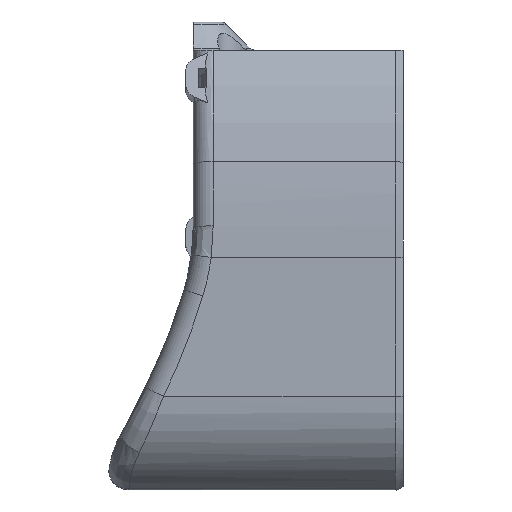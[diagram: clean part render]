
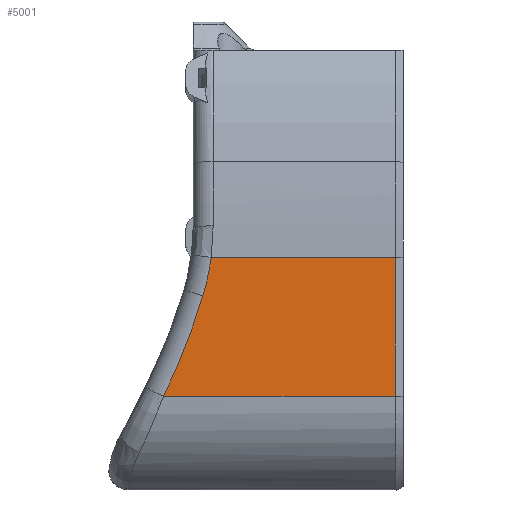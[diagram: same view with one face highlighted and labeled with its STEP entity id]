
A CAD part, left-side view. The second image highlights one B-rep face of the part: STEP entity #5001.
In plain terms, the highlighted planar face has unit normal (-1, 0, 0).
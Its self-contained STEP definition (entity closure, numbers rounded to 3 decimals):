
#87=PLANE('',#5402);
#394=FACE_OUTER_BOUND('',#700,.T.);
#700=EDGE_LOOP('',(#3727,#3728,#3729,#3730,#3731));
#1258=CIRCLE('',#5358,31.);
#1279=CIRCLE('',#5403,89.888);
#1476=LINE('',#7511,#1693);
#1547=LINE('',#9168,#1764);
#1562=LINE('',#9372,#1779);
#1693=VECTOR('',#5792,12.);
#1764=VECTOR('',#6129,10.);
#1779=VECTOR('',#6220,10.);
#1938=VERTEX_POINT('',#7506);
#1939=VERTEX_POINT('',#7510);
#2087=VERTEX_POINT('',#9129);
#2090=VERTEX_POINT('',#9139);
#2097=VERTEX_POINT('',#9166);
#2448=EDGE_CURVE('',#1939,#1938,#1476,.T.);
#2671=EDGE_CURVE('',#2087,#2090,#1258,.T.);
#2682=EDGE_CURVE('',#1938,#2097,#1547,.T.);
#2725=EDGE_CURVE('',#2090,#1939,#1279,.T.);
#2726=EDGE_CURVE('',#2097,#2087,#1562,.T.);
#3727=ORIENTED_EDGE('',*,*,#2725,.T.);
#3728=ORIENTED_EDGE('',*,*,#2448,.T.);
#3729=ORIENTED_EDGE('',*,*,#2682,.T.);
#3730=ORIENTED_EDGE('',*,*,#2726,.T.);
#3731=ORIENTED_EDGE('',*,*,#2671,.T.);
#5001=ADVANCED_FACE('',(#394),#87,.T.);
#5358=AXIS2_PLACEMENT_3D('',#9141,#6109,#6110);
#5402=AXIS2_PLACEMENT_3D('',#9370,#6216,#6217);
#5403=AXIS2_PLACEMENT_3D('',#9371,#6218,#6219);
#5792=DIRECTION('',(0.,-1.,0.));
#6109=DIRECTION('center_axis',(1.,0.,0.));
#6110=DIRECTION('ref_axis',(0.,-0.977,-0.213));
#6129=DIRECTION('',(0.,0.,1.));
#6216=DIRECTION('center_axis',(-1.,0.,0.));
#6217=DIRECTION('ref_axis',(0.,0.,
-1.));
#6218=DIRECTION('center_axis',(1.,0.,0.));
#6219=DIRECTION('ref_axis',(0.,-0.93,-0.367));
#6220=DIRECTION('',(0.,1.,0.));
#7506=CARTESIAN_POINT('',(-30.088,-26.474,-4.31));
#7510=CARTESIAN_POINT('',(-30.088,3.804,-4.31));
#7511=CARTESIAN_POINT('',(-30.088,-1.674,-4.31));
#9129=CARTESIAN_POINT('',(-30.088,-2.416,13.832));
#9139=CARTESIAN_POINT('',(-30.088,-1.336,8.813));
#9141=CARTESIAN_POINT('Origin',(-30.088,28.326,17.822));
#9166=CARTESIAN_POINT('',(-30.088,-26.474,13.832));
#9168=CARTESIAN_POINT('',(-30.088,-26.474,17.349));
#9370=CARTESIAN_POINT('Origin',(-30.088,-1.674,13.832));
#9371=CARTESIAN_POINT('Origin',(-30.088,84.672,34.937));
#9372=CARTESIAN_POINT('',(-30.088,-1.674,13.832));
